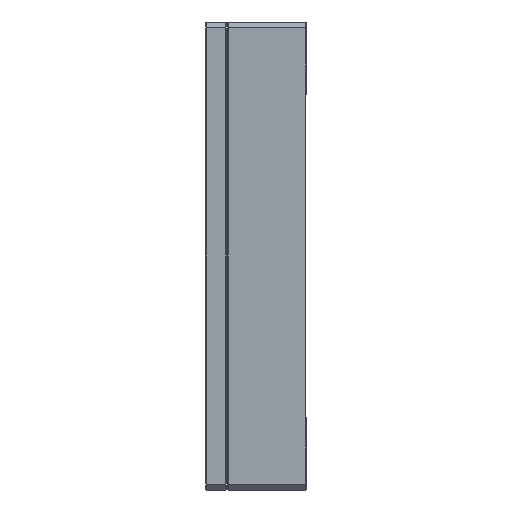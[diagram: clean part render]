
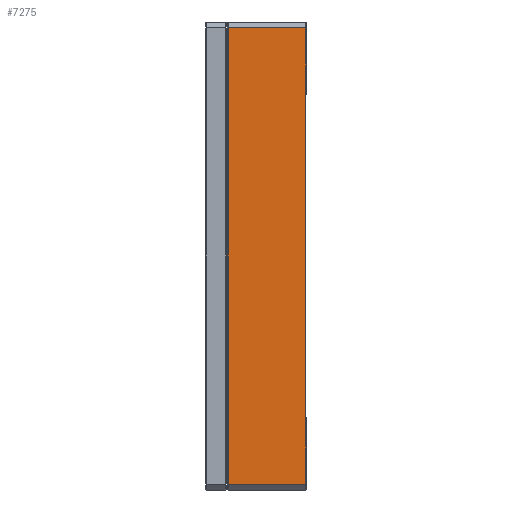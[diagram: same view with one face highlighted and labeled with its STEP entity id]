
A CAD part, left-side view. The second image highlights one B-rep face of the part: STEP entity #7275.
In plain terms, the highlighted planar face has unit normal (-1, 0, 0).
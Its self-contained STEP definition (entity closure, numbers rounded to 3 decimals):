
#88 = VERTEX_POINT ( 'NONE', #18022 ) ;
#246 = VECTOR ( 'NONE', #316, 1000. ) ;
#316 = DIRECTION ( 'NONE',  ( 0., 0., -1. ) ) ;
#874 = CARTESIAN_POINT ( 'NONE',  ( -80., 27., 78. ) ) ;
#929 = ORIENTED_EDGE ( 'NONE', *, *, #17330, .T. ) ;
#984 = CARTESIAN_POINT ( 'NONE',  ( -80., 0.2, 78. ) ) ;
#1023 = CARTESIAN_POINT ( 'NONE',  ( -80., 0.2, -55. ) ) ;
#1318 = DIRECTION ( 'NONE',  ( 1., 0., 0. ) ) ;
#1447 = EDGE_CURVE ( 'NONE', #88, #16288, #4774, .T. ) ;
#2250 = LINE ( 'NONE', #14428, #14867 ) ;
#2682 = EDGE_CURVE ( 'NONE', #16288, #8777, #2796, .T. ) ;
#2796 = LINE ( 'NONE', #8838, #3789 ) ;
#3789 = VECTOR ( 'NONE', #5672, 1000. ) ;
#4137 = EDGE_LOOP ( 'NONE', ( #13640, #17814, #5731, #10832, #929, #18443 ) ) ;
#4379 = FACE_OUTER_BOUND ( 'NONE', #4137, .T. ) ;
#4774 = LINE ( 'NONE', #10823, #246 ) ;
#5248 = VERTEX_POINT ( 'NONE', #17884 ) ;
#5672 = DIRECTION ( 'NONE',  ( 0., -1., 0. ) ) ;
#5731 = ORIENTED_EDGE ( 'NONE', *, *, #7030, .T. ) ;
#5873 = DIRECTION ( 'NONE',  ( 0., 0., -1. ) ) ;
#6298 = VECTOR ( 'NONE', #14153, 1000. ) ;
#6406 = CARTESIAN_POINT ( 'NONE',  ( -80., 26.8, -78. ) ) ;
#6491 = CARTESIAN_POINT ( 'NONE',  ( -80., 0.2, 80. ) ) ;
#6920 = EDGE_CURVE ( 'NONE', #8777, #16513, #2250, .T. ) ;
#7030 = EDGE_CURVE ( 'NONE', #16513, #5248, #18829, .T. ) ;
#7275 = ADVANCED_FACE ( 'NONE', ( #4379 ), #8843, .F. ) ;
#8107 = LINE ( 'NONE', #874, #6298 ) ;
#8303 = DIRECTION ( 'NONE',  ( 0., 0., 1. ) ) ;
#8555 = CARTESIAN_POINT ( 'NONE',  ( -80., 0.2, 80. ) ) ;
#8777 = VERTEX_POINT ( 'NONE', #11207 ) ;
#8838 = CARTESIAN_POINT ( 'NONE',  ( -80., 27., -78. ) ) ;
#8843 = PLANE ( 'NONE',  #18338 ) ;
#9451 = VERTEX_POINT ( 'NONE', #984 ) ;
#10794 = VECTOR ( 'NONE', #10852, 1000. ) ;
#10823 = CARTESIAN_POINT ( 'NONE',  ( -80., 26.8, -78. ) ) ;
#10832 = ORIENTED_EDGE ( 'NONE', *, *, #16333, .T. ) ;
#10852 = DIRECTION ( 'NONE',  ( 0., 0., 1. ) ) ;
#11207 = CARTESIAN_POINT ( 'NONE',  ( -80., 0.2, -78. ) ) ;
#11227 = DIRECTION ( 'NONE',  ( 0., 0., 1. ) ) ;
#13640 = ORIENTED_EDGE ( 'NONE', *, *, #2682, .T. ) ;
#14153 = DIRECTION ( 'NONE',  ( 0., 1., 0. ) ) ;
#14428 = CARTESIAN_POINT ( 'NONE',  ( -80., 0.2, 80. ) ) ;
#14867 = VECTOR ( 'NONE', #8303, 1000. ) ;
#14901 = CARTESIAN_POINT ( 'NONE',  ( -80., 27., 80. ) ) ;
#16288 = VERTEX_POINT ( 'NONE', #6406 ) ;
#16333 = EDGE_CURVE ( 'NONE', #5248, #9451, #18639, .T. ) ;
#16454 = VECTOR ( 'NONE', #11227, 1000. ) ;
#16513 = VERTEX_POINT ( 'NONE', #1023 ) ;
#17330 = EDGE_CURVE ( 'NONE', #9451, #88, #8107, .T. ) ;
#17814 = ORIENTED_EDGE ( 'NONE', *, *, #6920, .T. ) ;
#17884 = CARTESIAN_POINT ( 'NONE',  ( -80., 0.2, 55. ) ) ;
#18022 = CARTESIAN_POINT ( 'NONE',  ( -80., 26.8, 78. ) ) ;
#18338 = AXIS2_PLACEMENT_3D ( 'NONE', #14901, #1318, #5873 ) ;
#18443 = ORIENTED_EDGE ( 'NONE', *, *, #1447, .T. ) ;
#18639 = LINE ( 'NONE', #6491, #10794 ) ;
#18829 = LINE ( 'NONE', #8555, #16454 ) ;
